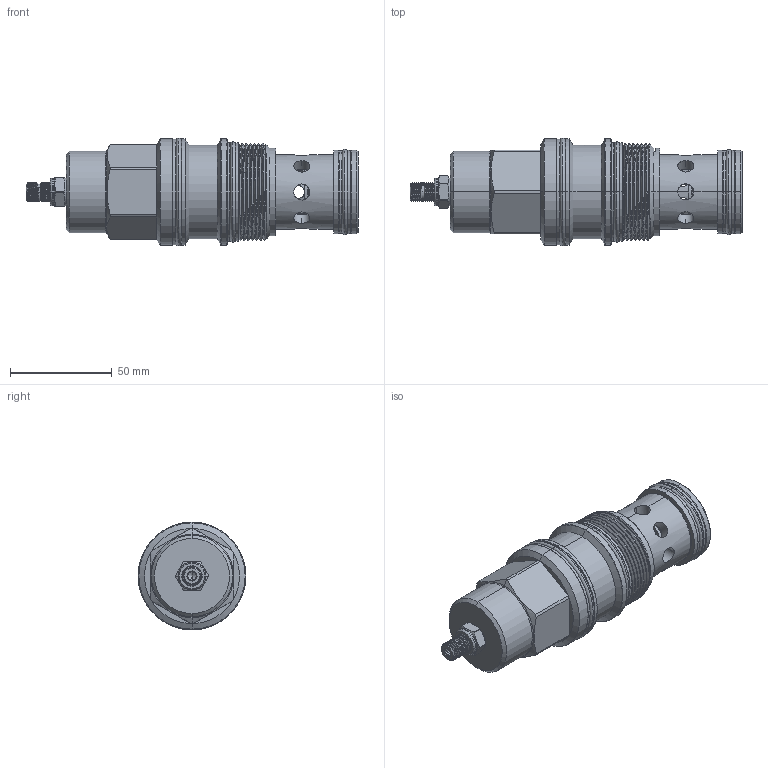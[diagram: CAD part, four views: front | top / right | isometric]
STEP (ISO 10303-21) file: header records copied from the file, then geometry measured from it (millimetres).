
FILE_DESCRIPTION (( 'STEP AP203' ), '1' );
FILE_NAME ('PB19A30-L.STEP', '2016-07-22T08:32:17', ( '' ), ( '' ), 'SwSTEP 2.0', 'SolidWorks 2012', '' );
FILE_SCHEMA (( 'CONFIG_CONTROL_DESIGN' ));
Length unit declared in the file: millimetre
Products named in the file (1): PB19A30-L
Bounding box: 163.48 x 53.11 x 53.11 mm (x, y, z)
Volume: 201186.4 mm3; surface area: 42094.2 mm2
Topology: 9 solids, 20 shells, 461 faces, 1147 edges, 706 vertices
Faces by surface type: cylinder 246, plane 93, torus 62, cone 48, bspline 12
Entity records: 25871 total; most frequent: CARTESIAN_POINT 15166, ORIENTED_EDGE 2290, DIRECTION 2213, EDGE_CURVE 1145, AXIS2_PLACEMENT_3D 949, VERTEX_POINT 706, EDGE_LOOP 523, CIRCLE 499
